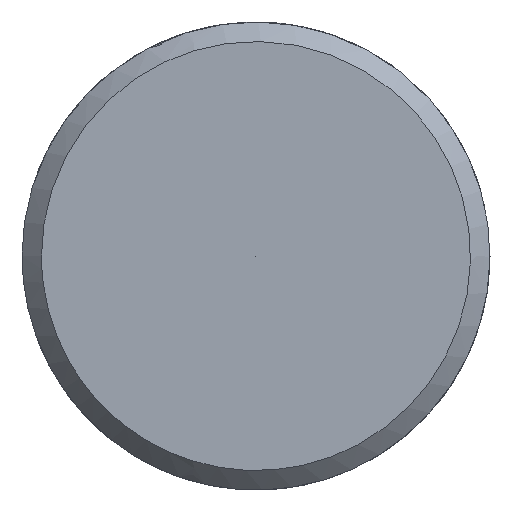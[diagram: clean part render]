
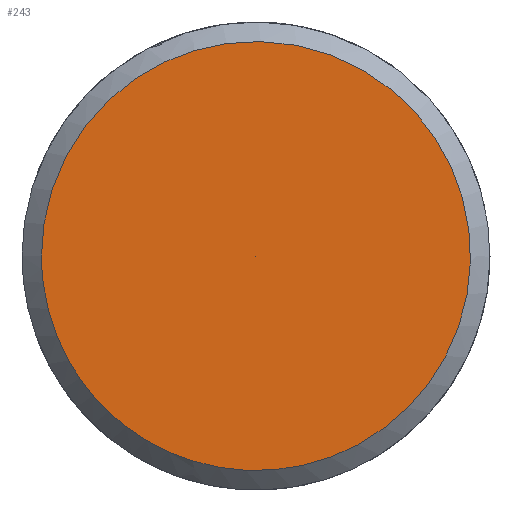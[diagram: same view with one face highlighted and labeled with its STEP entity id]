
A CAD part, left-side view. The second image highlights one B-rep face of the part: STEP entity #243.
In plain terms, the highlighted free-form (B-spline) face has degree [5, 1] with [6, 2] control points.
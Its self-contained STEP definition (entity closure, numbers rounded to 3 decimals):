
#171 = CARTESIAN_POINT ('', (-101., 5.5, 0.));
#172 = VERTEX_POINT ('', #171);
#180 = CARTESIAN_POINT ('', (-101., 5.5, 0.));
#181 = CARTESIAN_POINT ('', (-101., 5.5, 22.));
#182 = CARTESIAN_POINT ('', (-101., -16.5, 11.));
#183 = CARTESIAN_POINT ('', (-101., -16.5, -11.));
#184 = CARTESIAN_POINT ('', (-101., 5.5, -22.));
#185 = CARTESIAN_POINT ('', (-101., 5.5, 0.));
#186 = (
   BOUNDED_CURVE ()
   B_SPLINE_CURVE (5, (#180, #181, #182, #183, #184, #185), .UNSPECIFIED., .T., .U.)
   B_SPLINE_CURVE_WITH_KNOTS ((6, 6), (0., 1.), .UNSPECIFIED.)
   CURVE ()
   GEOMETRIC_REPRESENTATION_ITEM ()
   RATIONAL_B_SPLINE_CURVE ((5., 1., 1., 1., 1., 5.))
   REPRESENTATION_ITEM ('')
);
#187 = EDGE_CURVE ('', #172, #172, #186, .T.);
#219 = CARTESIAN_POINT ('', (-101., 0., 0.));
#220 = VERTEX_POINT ('', #219);
#221 = CARTESIAN_POINT ('', (-101., 0., 0.));
#222 = CARTESIAN_POINT ('', (-101., 5.5, 0.));
#223 = B_SPLINE_CURVE_WITH_KNOTS ('', 1, (#221, #222), .UNSPECIFIED., .F., .U., (2, 2), (0., 1.), .UNSPECIFIED.);
#224 = EDGE_CURVE ('', #220, #172, #223, .T.);
#225 = ORIENTED_EDGE ('', *, *, #224, .F.);
#226 = ORIENTED_EDGE ('', *, *, #224, .T.);
#227 = ORIENTED_EDGE ('', *, *, #187, .F.);
#228 = EDGE_LOOP ('', (#225, #226, #227));
#229 = FACE_OUTER_BOUND ('', #228, .T.);
#230 = CARTESIAN_POINT ('', (-101., 0., 0.));
#231 = CARTESIAN_POINT ('', (-101., 5.5, 0.));
#232 = CARTESIAN_POINT ('', (-101., 0., 0.));
#233 = CARTESIAN_POINT ('', (-101., 5.5, 22.));
#234 = CARTESIAN_POINT ('', (-101., 0., 0.));
#235 = CARTESIAN_POINT ('', (-101., -16.5, 11.));
#236 = CARTESIAN_POINT ('', (-101., 0., 0.));
#237 = CARTESIAN_POINT ('', (-101., -16.5, -11.));
#238 = CARTESIAN_POINT ('', (-101., 0., 0.));
#239 = CARTESIAN_POINT ('', (-101., 5.5, -22.));
#240 = CARTESIAN_POINT ('', (-101., 0., 0.));
#241 = CARTESIAN_POINT ('', (-101., 5.5, 0.));
#242 = (
   BOUNDED_SURFACE ()
   B_SPLINE_SURFACE (5, 1, ((#230, #231), (#232, #233), (#234, #235), (#236, #237), (#238, #239), (#240, #241)), .UNSPECIFIED., .T., .F., .U.)
   B_SPLINE_SURFACE_WITH_KNOTS ((6, 6), (2, 2), (0., 1.), (0., 1.), .UNSPECIFIED.)
   SURFACE ()
   GEOMETRIC_REPRESENTATION_ITEM ()
   RATIONAL_B_SPLINE_SURFACE (((5., 5.), (1., 1.), (1., 1.), (1., 1.), (1., 1.), (5., 5.)))
   REPRESENTATION_ITEM ('')
);
#243 = ADVANCED_FACE ('', (#229), #242, .T.);
